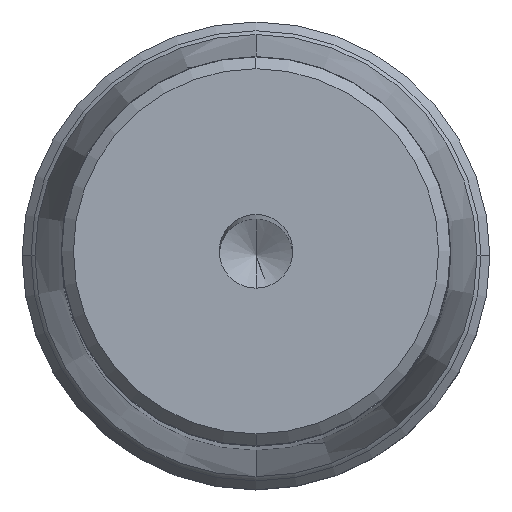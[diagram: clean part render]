
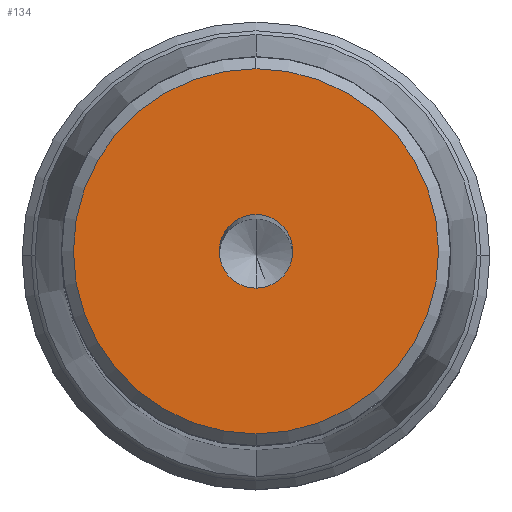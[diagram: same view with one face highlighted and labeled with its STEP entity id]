
A CAD part, top view. The second image highlights one B-rep face of the part: STEP entity #134.
In plain terms, the highlighted planar face has unit normal (0, 0, 1).
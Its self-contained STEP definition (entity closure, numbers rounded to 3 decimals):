
#54=PLANE('',#1159);
#63=FACE_BOUND('',#284,.T.);
#64=FACE_BOUND('',#285,.T.);
#134=ADVANCED_FACE('',(#63,#64),#54,.F.);
#284=EDGE_LOOP('',(#577,#578));
#285=EDGE_LOOP('',(#579,#580));
#577=ORIENTED_EDGE('',*,*,#831,.F.);
#578=ORIENTED_EDGE('',*,*,#835,.F.);
#579=ORIENTED_EDGE('',*,*,#836,.F.);
#580=ORIENTED_EDGE('',*,*,#837,.F.);
#710=VERTEX_POINT('',#1799);
#711=VERTEX_POINT('',#1801);
#713=VERTEX_POINT('',#1811);
#714=VERTEX_POINT('',#1812);
#831=EDGE_CURVE('',#710,#711,#944,.T.);
#835=EDGE_CURVE('',#711,#710,#947,.T.);
#836=EDGE_CURVE('',#713,#714,#948,.T.);
#837=EDGE_CURVE('',#714,#713,#949,.T.);
#944=CIRCLE('',#1150,14.875);
#947=CIRCLE('',#1155,14.875);
#948=CIRCLE('',#1157,3.);
#949=CIRCLE('',#1158,3.);
#1150=AXIS2_PLACEMENT_3D('',#1800,#1477,#1478);
#1155=AXIS2_PLACEMENT_3D('',#1808,#1488,#1489);
#1157=AXIS2_PLACEMENT_3D('',#1810,#1492,#1493);
#1158=AXIS2_PLACEMENT_3D('',#1813,#1494,#1495);
#1159=AXIS2_PLACEMENT_3D('',#1814,#1496,#1497);
#1477=DIRECTION('',(0.,0.,-1.));
#1478=DIRECTION('',(0.,1.,0.));
#1488=DIRECTION('',(0.,0.,-1.));
#1489=DIRECTION('',(0.,-1.,0.));
#1492=DIRECTION('',(0.,0.,1.));
#1493=DIRECTION('',(0.,-1.,0.));
#1494=DIRECTION('',(0.,0.,1.));
#1495=DIRECTION('',(0.,1.,0.));
#1496=DIRECTION('',(0.,0.,-1.));
#1497=DIRECTION('',(0.,-1.,0.));
#1799=CARTESIAN_POINT('',(0.,14.875,0.));
#1800=CARTESIAN_POINT('',(0.,0.,0.));
#1801=CARTESIAN_POINT('',(0.,-14.875,0.));
#1808=CARTESIAN_POINT('',(0.,0.,0.));
#1810=CARTESIAN_POINT('',(0.,0.,0.));
#1811=CARTESIAN_POINT('',(0.,-3.,0.));
#1812=CARTESIAN_POINT('',(0.,3.,0.));
#1813=CARTESIAN_POINT('',(0.,0.,0.));
#1814=CARTESIAN_POINT('',(0.,0.,0.));
